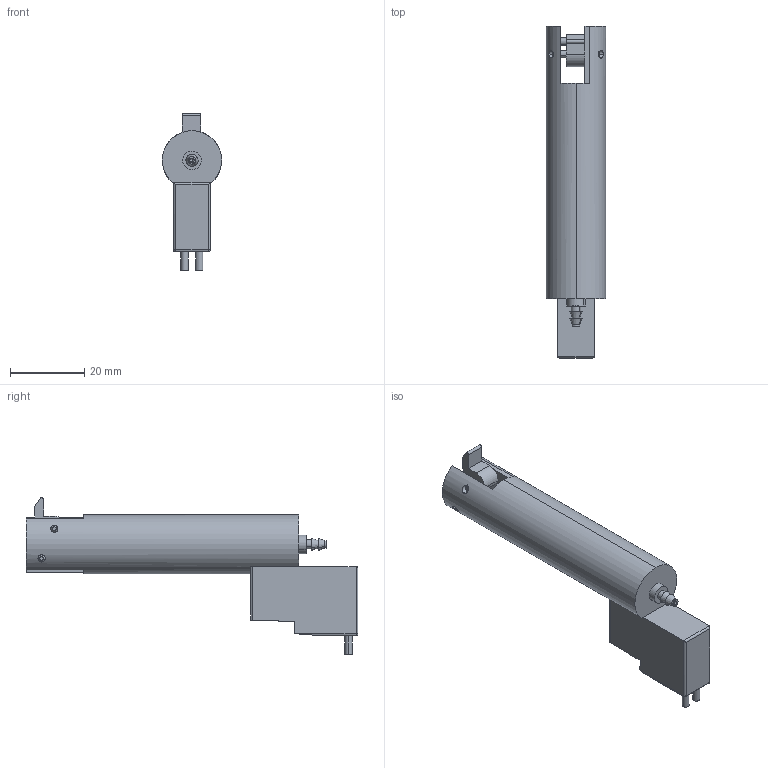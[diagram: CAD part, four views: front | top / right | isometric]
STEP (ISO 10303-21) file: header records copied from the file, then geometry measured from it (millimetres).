
FILE_DESCRIPTION (( 'STEP AP214' ), '1' );
FILE_NAME ('ECO12-5GZ-A.STEP', '2025-12-17T03:47:33', ( '' ), ( '' ), 'SwSTEP 2.0', 'SolidWorks 2024', '' );
FILE_SCHEMA (( 'AUTOMOTIVE_DESIGN' ));
Length unit declared in the file: millimetre
Products named in the file (6): ECO12-5GZ-A; 爪子; 实体; 零件13; 爪子销; M3宝塔接头
Assembly tree (6 placements, depth 2):
  ECO12-5GZ-A
    零件13
    实体
    M3宝塔接头
    爪子
    爪子销  x2
Bounding box: 16 x 89.6 x 42.31 mm (x, y, z)
Volume: 18245.5 mm3; surface area: 7445 mm2
Topology: 6 solids, 6 shells, 155 faces, 375 edges, 239 vertices
Faces by surface type: cylinder 77, plane 56, cone 17, bspline 3, sphere 2
Entity records: 5418 total; most frequent: CARTESIAN_POINT 1776, DIRECTION 739, ORIENTED_EDGE 714, EDGE_CURVE 357, AXIS2_PLACEMENT_3D 281, VERTEX_POINT 231, VECTOR 177, LINE 177
